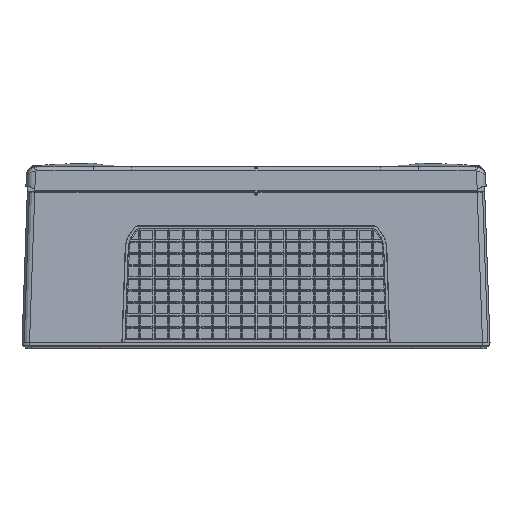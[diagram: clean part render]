
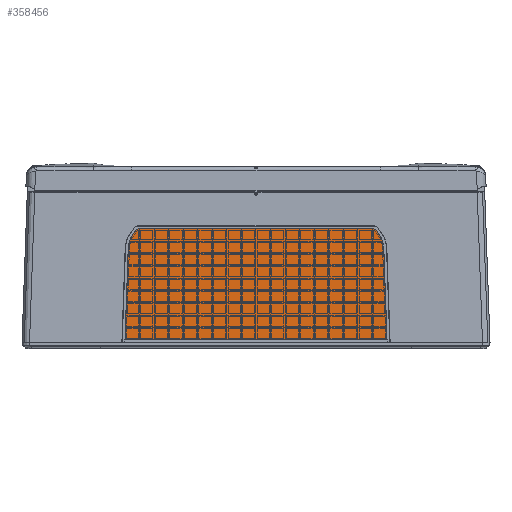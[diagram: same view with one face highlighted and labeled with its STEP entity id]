
A CAD part, front view. The second image highlights one B-rep face of the part: STEP entity #358456.
In plain terms, the highlighted planar face has unit normal (0, -0.999, 0.035).
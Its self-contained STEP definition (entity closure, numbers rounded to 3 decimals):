
#90 = LINE ( 'NONE', #376291, #299481 ) ;
#2580 = CARTESIAN_POINT ( 'NONE',  ( 81.492, -23.381, 74.395 ) ) ;
#8600 = CARTESIAN_POINT ( 'NONE',  ( -79.143, -23.289, 77.048 ) ) ;
#10130 = LINE ( 'NONE', #379850, #250587 ) ;
#10818 = CARTESIAN_POINT ( 'NONE',  ( -84.346, -23.598, 68.203 ) ) ;
#20297 = CARTESIAN_POINT ( 'NONE',  ( 84.868, -23.728, 64.481 ) ) ;
#26018 = EDGE_CURVE ( 'NONE', #217589, #150080, #62303, .T. ) ;
#30932 = AXIS2_PLACEMENT_3D ( 'NONE', #202697, #308860, #69802 ) ;
#40154 = CARTESIAN_POINT ( 'NONE',  ( 84.704, -23.662, 66.356 ) ) ;
#41818 = CARTESIAN_POINT ( 'NONE',  ( -84.846, -23.706, 65.11 ) ) ;
#52135 = EDGE_CURVE ( 'NONE', #150080, #245119, #87329, .T. ) ;
#62303 = CIRCLE ( 'NONE', #104683, 2.049 ) ;
#69026 = CARTESIAN_POINT ( 'NONE',  ( 79.861, -23.312, 76.379 ) ) ;
#69802 = DIRECTION ( 'NONE',  ( 0., 0.035, 0.999 ) ) ;
#70716 = CARTESIAN_POINT ( 'NONE',  ( -83.081, -23.475, 71.704 ) ) ;
#71194 = CARTESIAN_POINT ( 'NONE',  ( 81.112, -23.364, 74.887 ) ) ;
#73038 = DIRECTION ( 'NONE',  ( 0.035, 0.035, 0.999 ) ) ;
#81293 = DIRECTION ( 'NONE',  ( 0., 0.035, 0.999 ) ) ;
#82146 = ORIENTED_EDGE ( 'NONE', *, *, #52135, .F. ) ;
#87329 = LINE ( 'NONE', #222384, #426254 ) ;
#89401 = ORIENTED_EDGE ( 'NONE', *, *, #26018, .F. ) ;
#91552 = VERTEX_POINT ( 'NONE', #130341 ) ;
#100169 = EDGE_CURVE ( 'NONE', #174390, #217589, #372053, .T. ) ;
#102232 = CARTESIAN_POINT ( 'NONE',  ( 82.177, -23.418, 73.35 ) ) ;
#104451 = CARTESIAN_POINT ( 'NONE',  ( 80.517, -23.337, 75.658 ) ) ;
#104683 = AXIS2_PLACEMENT_3D ( 'NONE', #214135, #417802, #81293 ) ;
#108281 = CARTESIAN_POINT ( 'NONE',  ( -83.624, -23.515, 70.581 ) ) ;
#108803 = VERTEX_POINT ( 'NONE', #300774 ) ;
#110500 = CARTESIAN_POINT ( 'NONE',  ( -81.112, -23.364, 74.887 ) ) ;
#126447 = CARTESIAN_POINT ( 'NONE',  ( -86.98, -25.84, 3.999 ) ) ;
#129106 = EDGE_CURVE ( 'NONE', #255199, #174390, #90, .T. ) ;
#130341 = CARTESIAN_POINT ( 'NONE',  ( 79.143, -23.289, 77.048 ) ) ;
#131544 = ORIENTED_EDGE ( 'NONE', *, *, #129106, .F. ) ;
#137135 = CIRCLE ( 'NONE', #30932, 2.049 ) ;
#141988 = CARTESIAN_POINT ( 'NONE',  ( 84.617, -23.64, 66.978 ) ) ;
#142288 = CARTESIAN_POINT ( 'NONE',  ( -84.868, -23.728, 64.481 ) ) ;
#147920 = EDGE_CURVE ( 'NONE', #91552, #244647, #375340, .T. ) ;
#150080 = VERTEX_POINT ( 'NONE', #291735 ) ;
#157979 = EDGE_CURVE ( 'NONE', #244647, #108803, #10130, .T. ) ;
#170809 = CARTESIAN_POINT ( 'NONE',  ( 82.507, -23.436, 72.818 ) ) ;
#173015 = CARTESIAN_POINT ( 'NONE',  ( 84.868, -23.728, 64.481 ) ) ;
#174390 = VERTEX_POINT ( 'NONE', #142288 ) ;
#181280 = CARTESIAN_POINT ( 'NONE',  ( -84.791, -23.684, 65.736 ) ) ;
#202697 = CARTESIAN_POINT ( 'NONE',  ( 77.745, -23.341, 75.551 ) ) ;
#205779 = CARTESIAN_POINT ( 'NONE',  ( -81.493, -23.381, 74.393 ) ) ;
#206254 = CARTESIAN_POINT ( 'NONE',  ( 83.081, -23.475, 71.704 ) ) ;
#210176 = CARTESIAN_POINT ( 'NONE',  ( -84.497, -23.619, 67.595 ) ) ;
#212312 = CARTESIAN_POINT ( 'NONE',  ( -81.849, -23.399, 73.881 ) ) ;
#213926 = EDGE_CURVE ( 'NONE', #245119, #91552, #137135, .T. ) ;
#214135 = CARTESIAN_POINT ( 'NONE',  ( -77.745, -23.341, 75.551 ) ) ;
#217589 = VERTEX_POINT ( 'NONE', #423380 ) ;
#222384 = CARTESIAN_POINT ( 'NONE',  ( -77.745, -23.269, 77.599 ) ) ;
#228808 = ORIENTED_EDGE ( 'NONE', *, *, #352925, .F. ) ;
#234166 = PLANE ( 'NONE',  #311904 ) ;
#236322 = DIRECTION ( 'NONE',  ( 0., -0.999, 0.035 ) ) ;
#237281 = CARTESIAN_POINT ( 'NONE',  ( 82.81, -23.456, 72.265 ) ) ;
#243823 = CARTESIAN_POINT ( 'NONE',  ( 79.143, -23.289, 77.048 ) ) ;
#244647 = VERTEX_POINT ( 'NONE', #20297 ) ;
#245119 = VERTEX_POINT ( 'NONE', #373296 ) ;
#246014 = CARTESIAN_POINT ( 'NONE',  ( 84.346, -23.598, 68.203 ) ) ;
#249644 = ORIENTED_EDGE ( 'NONE', *, *, #213926, .F. ) ;
#249660 = CARTESIAN_POINT ( 'NONE',  ( 88.071, -25.84, 3.999 ) ) ;
#250587 = VECTOR ( 'NONE', #382017, 1000. ) ;
#255199 = VERTEX_POINT ( 'NONE', #126447 ) ;
#258283 = ORIENTED_EDGE ( 'NONE', *, *, #100169, .F. ) ;
#270471 = CARTESIAN_POINT ( 'NONE',  ( 84.846, -23.706, 65.11 ) ) ;
#276090 = CARTESIAN_POINT ( 'NONE',  ( -50., -24.165, 51.949 ) ) ;
#276544 = CARTESIAN_POINT ( 'NONE',  ( -82.808, -23.456, 72.269 ) ) ;
#291735 = CARTESIAN_POINT ( 'NONE',  ( -77.745, -23.269, 77.599 ) ) ;
#299481 = VECTOR ( 'NONE', #73038, 1000. ) ;
#300774 = CARTESIAN_POINT ( 'NONE',  ( 86.98, -25.84, 3.999 ) ) ;
#303707 = CARTESIAN_POINT ( 'NONE',  ( 84.045, -23.555, 69.415 ) ) ;
#304949 = FACE_OUTER_BOUND ( 'NONE', #358333, .T. ) ;
#305879 = CARTESIAN_POINT ( 'NONE',  ( 84.791, -23.684, 65.735 ) ) ;
#308860 = DIRECTION ( 'NONE',  ( 0., 0.999, -0.035 ) ) ;
#311904 = AXIS2_PLACEMENT_3D ( 'NONE', #276090, #236322, #411147 ) ;
#312696 = VECTOR ( 'NONE', #342704, 1000. ) ;
#316302 = CARTESIAN_POINT ( 'NONE',  ( -80.517, -23.337, 75.657 ) ) ;
#340743 = CARTESIAN_POINT ( 'NONE',  ( -79.859, -23.312, 76.38 ) ) ;
#342704 = DIRECTION ( 'NONE',  ( -1., 0., 0. ) ) ;
#345116 = CARTESIAN_POINT ( 'NONE',  ( -84.047, -23.556, 69.405 ) ) ;
#352925 = EDGE_CURVE ( 'NONE', #108803, #255199, #417912, .T. ) ;
#357366 = DIRECTION ( 'NONE',  ( 1., 0., 0. ) ) ;
#358333 = EDGE_LOOP ( 'NONE', ( #131544, #228808, #390702, #430645, #249644, #82146, #89401, #258283 ) ) ;
#358456 = ADVANCED_FACE ( 'NONE', ( #304949 ), #234166, .T. ) ;
#372053 = B_SPLINE_CURVE_WITH_KNOTS ( 'NONE', 3,
 ( #407292, #41818, #181280, #415989, #382678, #210176, #10818, #345116, #108281, #70716, #276544, #376131, #378344, #212312, #205779, #110500, #316302, #340743, #8600 ),
 .UNSPECIFIED., .F., .F.,
 ( 4, 3, 3, 3, 3, 3, 4 ),
 ( 0., 0.133, 0.266, 0.53, 0.662, 0.794, 1. ),
 .UNSPECIFIED. ) ;
#373296 = CARTESIAN_POINT ( 'NONE',  ( 77.745, -23.269, 77.599 ) ) ;
#375340 = B_SPLINE_CURVE_WITH_KNOTS ( 'NONE', 3,
 ( #243823, #69026, #104451, #71194, #2580, #409936, #102232, #170809, #237281, #206254, #378818, #303707, #246014, #376633, #141988, #40154, #305879, #270471, #173015 ),
 .UNSPECIFIED., .F., .F.,
 ( 4, 3, 3, 3, 3, 3, 4 ),
 ( 0., 0.207, 0.339, 0.472, 0.736, 0.868, 1. ),
 .UNSPECIFIED. ) ;
#376131 = CARTESIAN_POINT ( 'NONE',  ( -82.506, -23.436, 72.819 ) ) ;
#376291 = CARTESIAN_POINT ( 'NONE',  ( -87.048, -25.908, 2.051 ) ) ;
#376633 = CARTESIAN_POINT ( 'NONE',  ( 84.497, -23.619, 67.597 ) ) ;
#378344 = CARTESIAN_POINT ( 'NONE',  ( -82.177, -23.418, 73.35 ) ) ;
#378818 = CARTESIAN_POINT ( 'NONE',  ( 83.623, -23.515, 70.582 ) ) ;
#379850 = CARTESIAN_POINT ( 'NONE',  ( 84.868, -23.728, 64.481 ) ) ;
#382017 = DIRECTION ( 'NONE',  ( 0.035, -0.035, -0.999 ) ) ;
#382678 = CARTESIAN_POINT ( 'NONE',  ( -84.617, -23.64, 66.978 ) ) ;
#390702 = ORIENTED_EDGE ( 'NONE', *, *, #157979, .F. ) ;
#407292 = CARTESIAN_POINT ( 'NONE',  ( -84.868, -23.728, 64.481 ) ) ;
#409936 = CARTESIAN_POINT ( 'NONE',  ( 81.847, -23.399, 73.883 ) ) ;
#411147 = DIRECTION ( 'NONE',  ( 1., 0., 0. ) ) ;
#415989 = CARTESIAN_POINT ( 'NONE',  ( -84.704, -23.662, 66.356 ) ) ;
#417802 = DIRECTION ( 'NONE',  ( 0., 0.999, -0.035 ) ) ;
#417912 = LINE ( 'NONE', #249660, #312696 ) ;
#423380 = CARTESIAN_POINT ( 'NONE',  ( -79.143, -23.289, 77.048 ) ) ;
#426254 = VECTOR ( 'NONE', #357366, 1000. ) ;
#430645 = ORIENTED_EDGE ( 'NONE', *, *, #147920, .F. ) ;
